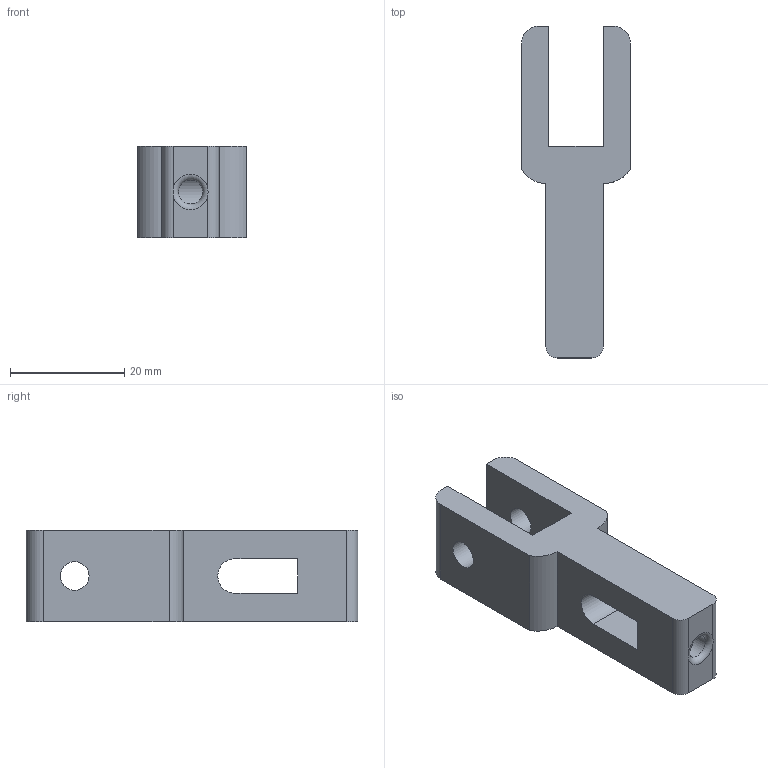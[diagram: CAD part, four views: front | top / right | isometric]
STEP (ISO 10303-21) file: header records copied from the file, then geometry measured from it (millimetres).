
FILE_DESCRIPTION(/* description */ (''),/* implementation_level */ '2;1');
FILE_NAME(/* name */ 'Prusa_clamp.stp',/* time_stamp */ '2020-09-11T00:01:24+02:00',/* author */ ('nic'),/* organization */ (''),/* preprocessor_version */ 'ST-DEVELOPER v17.2',/* originating_system */ 'Autodesk Inventor 2019',/* authorisation */ '');
FILE_SCHEMA (('AUTOMOTIVE_DESIGN { 1 0 10303 214 3 1 1 }'));
Length unit declared in the file: millimetre
Products named in the file (1): Prusa_clamp
Bounding box: 19 x 58 x 16 mm (x, y, z)
Volume: 8362.7 mm3; surface area: 4710.6 mm2
Topology: 1 solids, 1 shells, 36 faces, 103 edges, 68 vertices
Faces by surface type: plane 24, cylinder 11, torus 1
Full cylindrical faces by diameter (mm): 4.2 x1, 5 x2
Entity records: 1249 total; most frequent: CARTESIAN_POINT 226, ORIENTED_EDGE 206, DIRECTION 202, EDGE_CURVE 103, LINE 74, VECTOR 74, VERTEX_POINT 68, AXIS2_PLACEMENT_3D 64
